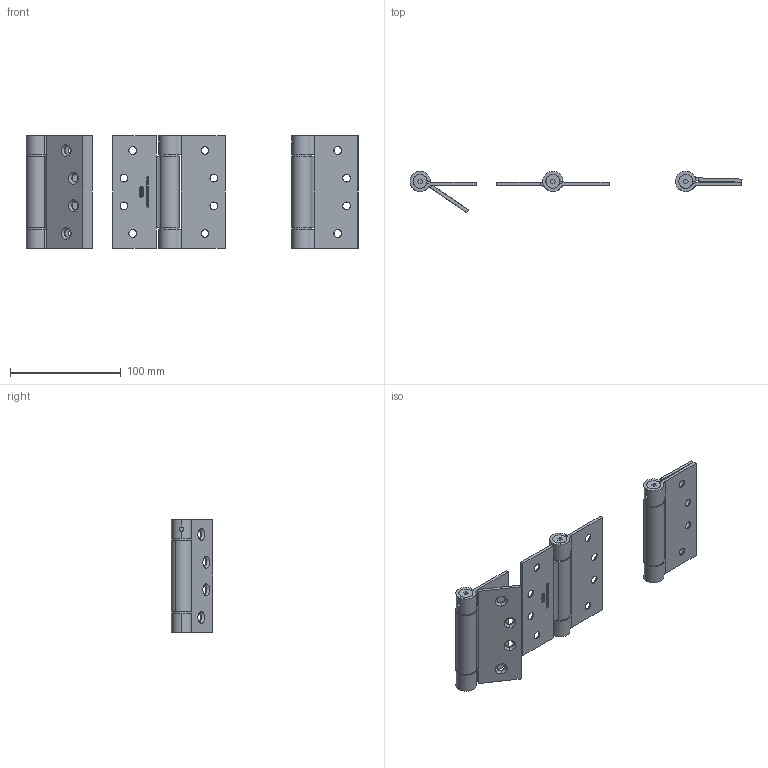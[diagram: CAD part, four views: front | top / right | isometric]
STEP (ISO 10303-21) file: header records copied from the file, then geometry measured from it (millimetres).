
FILE_DESCRIPTION (( 'STEP AP214' ), '1' );
FILE_NAME ('02825-Stainless Steel Butt Spring Hinge Open.STEP', '2018-08-16T00:20:08', ( '' ), ( '' ), 'SwSTEP 2.0', 'SolidWorks 2018', '' );
FILE_SCHEMA (( 'AUTOMOTIVE_DESIGN' ));
Length unit declared in the file: millimetre
Products named in the file (4): 2825 - Hinge_Male ; 02825-Stainless Steel Butt Spring Hinge Open; 2825 - Pin; 2825 - Hinge_Female
Assembly tree (9 placements, depth 2):
  02825-Stainless Steel Butt Spring Hinge Open
    2825 - Hinge_Female  x3
    2825 - Hinge_Male   x3
    2825 - Pin  x3
Bounding box: 300.08 x 37.29 x 102 mm (x, y, z)
Volume: 143953.7 mm3; surface area: 99738.6 mm2
Topology: 9 solids, 9 shells, 1086 faces, 2907 edges, 1926 vertices
Faces by surface type: plane 546, bspline 348, cylinder 144, cone 48
Entity records: 18253 total; most frequent: CARTESIAN_POINT 9669, ORIENTED_EDGE 1938, DIRECTION 1367, EDGE_CURVE 969, VERTEX_POINT 642, LINE 607, VECTOR 607, EDGE_LOOP 409
